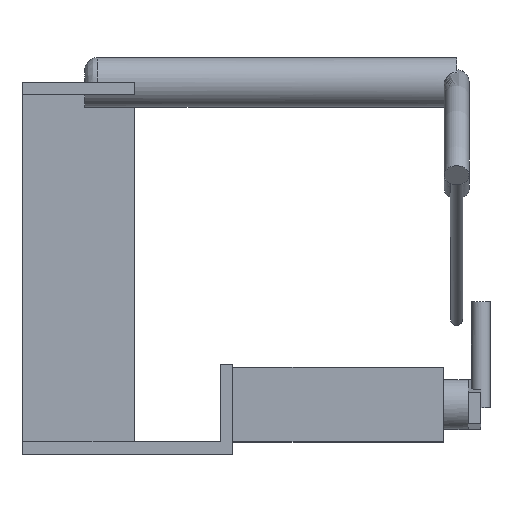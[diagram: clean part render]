
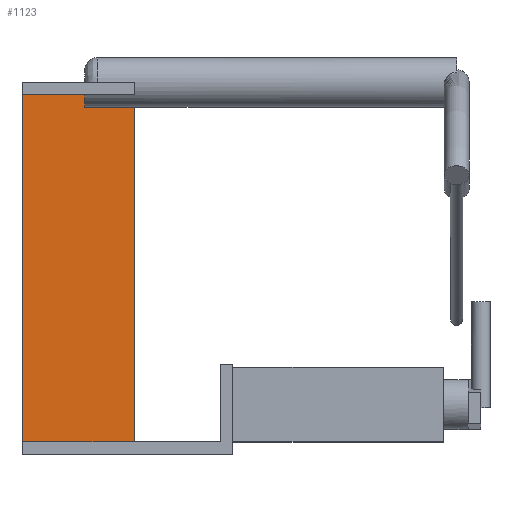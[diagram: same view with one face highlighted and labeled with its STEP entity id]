
A CAD part, top view. The second image highlights one B-rep face of the part: STEP entity #1123.
In plain terms, the highlighted planar face has unit normal (0, 0, 1).
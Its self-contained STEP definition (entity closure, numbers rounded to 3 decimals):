
#113=FACE_OUTER_BOUND('',#179,.T.);
#179=EDGE_LOOP('',(#874,#875,#876,#877,#878,#879));
#238=LINE('',#1845,#350);
#254=LINE('',#1878,#366);
#260=LINE('',#1890,#372);
#266=LINE('',#1901,#378);
#269=LINE('',#1905,#381);
#273=LINE('',#1914,#385);
#350=VECTOR('',#1369,10.);
#366=VECTOR('',#1395,10.);
#372=VECTOR('',#1403,10.);
#378=VECTOR('',#1415,10.);
#381=VECTOR('',#1420,10.);
#385=VECTOR('',#1432,10.);
#476=VERTEX_POINT('',#1842);
#477=VERTEX_POINT('',#1844);
#489=VERTEX_POINT('',#1877);
#493=VERTEX_POINT('',#1887);
#494=VERTEX_POINT('',#1889);
#496=VERTEX_POINT('',#1900);
#597=EDGE_CURVE('',#477,#476,#238,.T.);
#613=EDGE_CURVE('',#489,#477,#254,.T.);
#619=EDGE_CURVE('',#494,#493,#260,.T.);
#625=EDGE_CURVE('',#496,#494,#266,.T.);
#628=EDGE_CURVE('',#493,#489,#269,.T.);
#632=EDGE_CURVE('',#476,#496,#273,.T.);
#874=ORIENTED_EDGE('',*,*,#628,.T.);
#875=ORIENTED_EDGE('',*,*,#613,.T.);
#876=ORIENTED_EDGE('',*,*,#597,.T.);
#877=ORIENTED_EDGE('',*,*,#632,.T.);
#878=ORIENTED_EDGE('',*,*,#625,.T.);
#879=ORIENTED_EDGE('',*,*,#619,.T.);
#1062=PLANE('',#1225);
#1123=ADVANCED_FACE('',(#113),#1062,.T.);
#1225=AXIS2_PLACEMENT_3D('',#1915,#1433,#1434);
#1369=DIRECTION('',(0.,1.,0.));
#1395=DIRECTION('',(1.,0.,0.));
#1403=DIRECTION('',(1.,0.,0.));
#1415=DIRECTION('',(0.,-1.,0.));
#1420=DIRECTION('',(0.,-1.,0.));
#1432=DIRECTION('',(-1.,0.,0.));
#1433=DIRECTION('center_axis',(0.,0.,1.));
#1434=DIRECTION('ref_axis',(1.,0.,0.));
#1842=CARTESIAN_POINT('',(4.,30.,41.));
#1844=CARTESIAN_POINT('',(4.,1.,41.));
#1845=CARTESIAN_POINT('',(4.,31.,41.));
#1877=CARTESIAN_POINT('',(3.807,1.,41.));
#1878=CARTESIAN_POINT('',(4.,1.,41.));
#1887=CARTESIAN_POINT('',(3.807,2.,41.));
#1889=CARTESIAN_POINT('',(-5.,2.,41.));
#1890=CARTESIAN_POINT('',(-0.548,2.,41.));
#1900=CARTESIAN_POINT('',(-5.,30.,41.));
#1901=CARTESIAN_POINT('',(-5.,1.,41.));
#1905=CARTESIAN_POINT('',(3.807,8.5,41.));
#1914=CARTESIAN_POINT('',(-0.516,30.,41.));
#1915=CARTESIAN_POINT('Origin',(-0.5,16.,41.));
